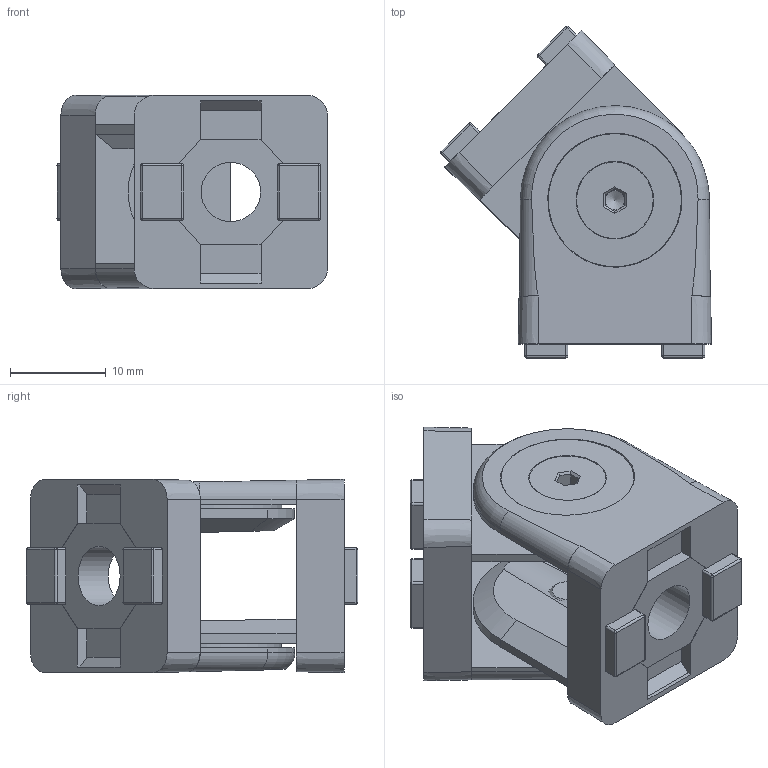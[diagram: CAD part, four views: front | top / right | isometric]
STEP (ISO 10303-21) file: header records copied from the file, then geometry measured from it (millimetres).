
FILE_DESCRIPTION(/* description */ ('STEP AP214'),/* implementation_level */ '2;1');
FILE_NAME(/* name */ '1025189.stp',/* time_stamp */ '2024-04-30T15:58:21+02:00',/* author */ ('b.steehouwer'),/* organization */ ('CADENAS'),/* preprocessor_version */ 'ST-DEVELOPER v18.1',/* originating_system */ 'Autodesk Inventor 2021',/* authorisation */ ' ');
FILE_SCHEMA (('AUTOMOTIVE_DESIGN { 1 0 10303 214 3 1 1 }'));
Length unit declared in the file: millimetre
Products named in the file (1): 1025189
Bounding box: 28.28 x 34.65 x 20.17 mm (x, y, z)
Volume: 6855.2 mm3; surface area: 6661.7 mm2
Topology: 4 solids, 4 shells, 330 faces, 784 edges, 468 vertices
Faces by surface type: plane 152, cylinder 104, torus 34, cone 24, sphere 16
Full cylindrical faces by diameter (mm): 1.5 x4, 3.3 x2, 4 x2, 6.2 x4, 8 x2, 8.1 x2, 10.3 x2, 10.9 x2, 11 x4, 13.9 x2, 14 x2, 17 x2, 17.1 x2
Entity records: 9835 total; most frequent: CARTESIAN_POINT 2161, DIRECTION 1640, ORIENTED_EDGE 1532, EDGE_CURVE 766, AXIS2_PLACEMENT_3D 593, VERTEX_POINT 468, LINE 454, VECTOR 454
